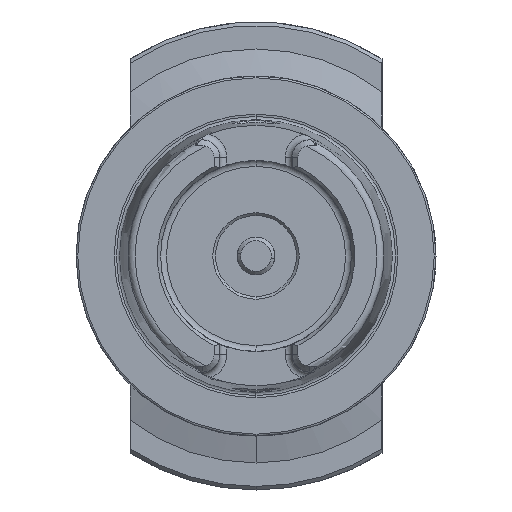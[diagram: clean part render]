
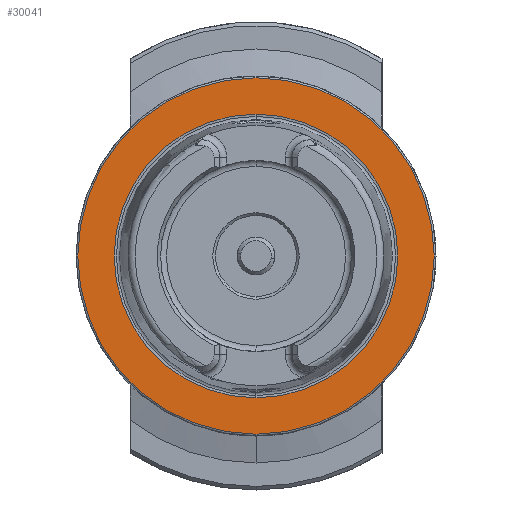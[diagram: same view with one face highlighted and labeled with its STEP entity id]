
A CAD part, left-side view. The second image highlights one B-rep face of the part: STEP entity #30041.
In plain terms, the highlighted planar face has unit normal (-1, 0, 0).
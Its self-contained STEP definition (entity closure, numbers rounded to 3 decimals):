
#55 = FACE_BOUND ( 'NONE', #7935, .T. ) ;
#428 = CARTESIAN_POINT ( 'NONE',  ( 0., 0., 0. ) ) ;
#796 = EDGE_CURVE ( 'NONE', #27655, #28983, #21872, .T. ) ;
#1643 = EDGE_LOOP ( 'NONE', ( #17014, #18486 ) ) ;
#2487 = DIRECTION ( 'NONE',  ( 0., 0., -1. ) ) ;
#2920 = DIRECTION ( 'NONE',  ( 0., 0., 1. ) ) ;
#4218 = DIRECTION ( 'NONE',  ( -1., 0., 0. ) ) ;
#5236 = CARTESIAN_POINT ( 'NONE',  ( 0., 0., -39.405 ) ) ;
#5420 = AXIS2_PLACEMENT_3D ( 'NONE', #428, #17830, #2920 ) ;
#5714 = CARTESIAN_POINT ( 'NONE',  ( 0., 0., 0. ) ) ;
#7073 = AXIS2_PLACEMENT_3D ( 'NONE', #5714, #12467, #10312 ) ;
#7935 = EDGE_LOOP ( 'NONE', ( #25684, #9065 ) ) ;
#8244 = AXIS2_PLACEMENT_3D ( 'NONE', #9847, #17400, #2487 ) ;
#9065 = ORIENTED_EDGE ( 'NONE', *, *, #28766, .F. ) ;
#9847 = CARTESIAN_POINT ( 'NONE',  ( 0., 49.5, 0. ) ) ;
#10312 = DIRECTION ( 'NONE',  ( 0., 0., 1. ) ) ;
#11022 = CARTESIAN_POINT ( 'NONE',  ( 0., 0., -49.5 ) ) ;
#11122 = CARTESIAN_POINT ( 'NONE',  ( 0., 0., 39.405 ) ) ;
#11336 = DIRECTION ( 'NONE',  ( -1., 0., 0. ) ) ;
#12467 = DIRECTION ( 'NONE',  ( -1., 0., 0. ) ) ;
#12670 = CIRCLE ( 'NONE', #5420, 49.5 ) ;
#13026 = EDGE_CURVE ( 'NONE', #28983, #27655, #12670, .T. ) ;
#17014 = ORIENTED_EDGE ( 'NONE', *, *, #13026, .T. ) ;
#17164 = AXIS2_PLACEMENT_3D ( 'NONE', #26299, #11336, #28780 ) ;
#17400 = DIRECTION ( 'NONE',  ( 1., 0., 0. ) ) ;
#17830 = DIRECTION ( 'NONE',  ( -1., 0., 0. ) ) ;
#18486 = ORIENTED_EDGE ( 'NONE', *, *, #796, .T. ) ;
#19140 = CARTESIAN_POINT ( 'NONE',  ( 0., 0., 0. ) ) ;
#19156 = FACE_OUTER_BOUND ( 'NONE', #1643, .T. ) ;
#19692 = AXIS2_PLACEMENT_3D ( 'NONE', #19140, #4218, #21624 ) ;
#21624 = DIRECTION ( 'NONE',  ( 0., 0., 1. ) ) ;
#21872 = CIRCLE ( 'NONE', #7073, 49.5 ) ;
#24912 = VERTEX_POINT ( 'NONE', #11122 ) ;
#25647 = CIRCLE ( 'NONE', #17164, 39.405 ) ;
#25684 = ORIENTED_EDGE ( 'NONE', *, *, #27704, .F. ) ;
#25788 = CIRCLE ( 'NONE', #19692, 39.405 ) ;
#26299 = CARTESIAN_POINT ( 'NONE',  ( 0., 0., 0. ) ) ;
#27198 = PLANE ( 'NONE',  #8244 ) ;
#27288 = CARTESIAN_POINT ( 'NONE',  ( 0., 0., 49.5 ) ) ;
#27655 = VERTEX_POINT ( 'NONE', #11022 ) ;
#27704 = EDGE_CURVE ( 'NONE', #24912, #30935, #25647, .T. ) ;
#28766 = EDGE_CURVE ( 'NONE', #30935, #24912, #25788, .T. ) ;
#28780 = DIRECTION ( 'NONE',  ( 0., 0., 1. ) ) ;
#28983 = VERTEX_POINT ( 'NONE', #27288 ) ;
#30041 = ADVANCED_FACE ( 'NONE', ( #55, #19156 ), #27198, .F. ) ;
#30935 = VERTEX_POINT ( 'NONE', #5236 ) ;
